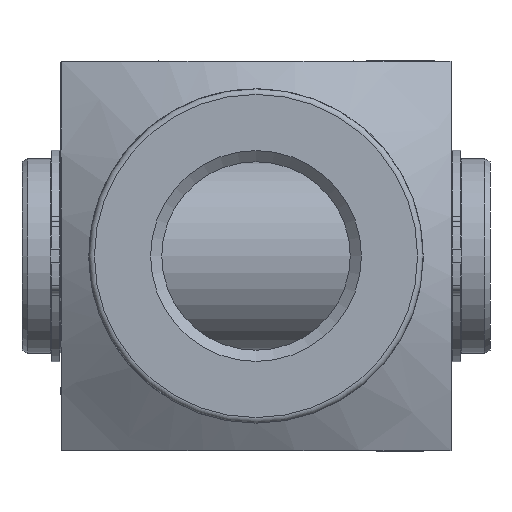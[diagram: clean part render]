
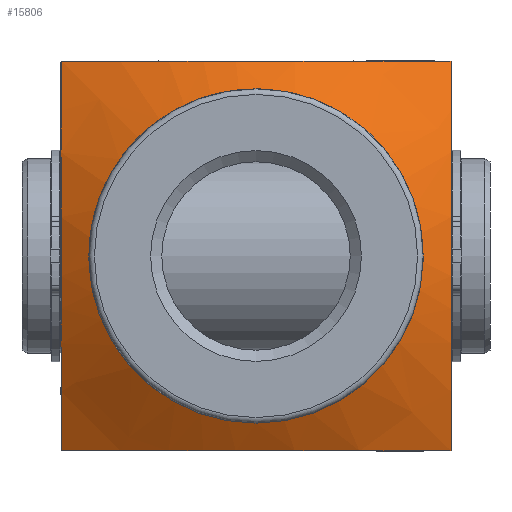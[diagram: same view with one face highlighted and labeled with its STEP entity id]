
A CAD part, front view. The second image highlights one B-rep face of the part: STEP entity #15806.
In plain terms, the highlighted conical face has half-angle 60 degrees and reference radius 69.75 mm.
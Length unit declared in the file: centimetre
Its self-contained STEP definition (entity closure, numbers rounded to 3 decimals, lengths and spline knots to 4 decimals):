
#18=CONICAL_SURFACE($,#16093,6.975,1.047);
#106=CIRCLE($,#16094,3.);
#109=(
BOUNDED_CURVE()
B_SPLINE_CURVE(2,(#23807,#23808,#23809),.UNSPECIFIED.,.F.,.F.)
B_SPLINE_CURVE_WITH_KNOTS((3,3),(16.5889,45.9515),
 .UNSPECIFIED.)
CURVE()
GEOMETRIC_REPRESENTATION_ITEM()
RATIONAL_B_SPLINE_CURVE((3.738,5.286,3.738))
REPRESENTATION_ITEM($)
);
#114=(
BOUNDED_CURVE()
B_SPLINE_CURVE(2,(#33304,#33305,#33306),.UNSPECIFIED.,.F.,.F.)
B_SPLINE_CURVE_WITH_KNOTS((3,3),(15.6081,43.5943),
 .UNSPECIFIED.)
CURVE()
GEOMETRIC_REPRESENTATION_ITEM()
RATIONAL_B_SPLINE_CURVE((3.567,5.045,3.567))
REPRESENTATION_ITEM($)
);
#119=(
BOUNDED_CURVE()
B_SPLINE_CURVE(2,(#33334,#33335,#33336),.UNSPECIFIED.,.F.,.F.)
B_SPLINE_CURVE_WITH_KNOTS((3,3),(16.5889,45.9515),
 .UNSPECIFIED.)
CURVE()
GEOMETRIC_REPRESENTATION_ITEM()
RATIONAL_B_SPLINE_CURVE((3.738,5.286,3.738))
REPRESENTATION_ITEM($)
);
#120=(
BOUNDED_CURVE()
B_SPLINE_CURVE(2,(#33344,#33345,#33346),.UNSPECIFIED.,.F.,.F.)
B_SPLINE_CURVE_WITH_KNOTS((3,3),(15.6081,43.5943),
 .UNSPECIFIED.)
CURVE()
GEOMETRIC_REPRESENTATION_ITEM()
RATIONAL_B_SPLINE_CURVE((3.567,5.045,3.567))
REPRESENTATION_ITEM($)
);
#176=FACE_BOUND($,#2152,.T.);
#1231=FACE_OUTER_BOUND($,#2151,.T.);
#2151=EDGE_LOOP($,(#14284,#14285,#14286,#14287));
#2152=EDGE_LOOP($,(#14288));
#6402=VERTEX_POINT($,#23805);
#6403=VERTEX_POINT($,#23806);
#7075=VERTEX_POINT($,#33303);
#7080=VERTEX_POINT($,#33332);
#7083=VERTEX_POINT($,#33347);
#8181=EDGE_CURVE($,#6402,#6403,#109,.T.);
#9461=EDGE_CURVE($,#7075,#6402,#114,.F.);
#9472=EDGE_CURVE($,#7080,#7075,#119,.F.);
#9475=EDGE_CURVE($,#6403,#7080,#120,.T.);
#9476=EDGE_CURVE($,#7083,#7083,#106,.T.);
#14284=ORIENTED_EDGE($,*,*,#9475,.F.);
#14285=ORIENTED_EDGE($,*,*,#8181,.F.);
#14286=ORIENTED_EDGE($,*,*,#9461,.F.);
#14287=ORIENTED_EDGE($,*,*,#9472,.F.);
#14288=ORIENTED_EDGE($,*,*,#9476,.F.);
#15806=ADVANCED_FACE($,(#1231,#176),#18,.T.);
#16093=AXIS2_PLACEMENT_3D($,#33343,#17689,#17690);
#16094=AXIS2_PLACEMENT_3D($,#33348,#17691,#17692);
#17689=DIRECTION('center_axis',(0.,1.,0.));
#17690=DIRECTION('ref_axis',(0.,0.,1.));
#17691=DIRECTION('center_axis',(0.,-1.,0.));
#17692=DIRECTION('ref_axis',(0.,0.,-1.));
#23805=CARTESIAN_POINT('',(1.9025,7.1257,0.15));
#23806=CARTESIAN_POINT('',(1.9025,7.1257,7.15));
#23807=CARTESIAN_POINT('Ctrl Pts',(1.9025,7.1257,0.15));
#23808=CARTESIAN_POINT('Ctrl Pts',(1.9025,5.6968,3.65));
#23809=CARTESIAN_POINT('Ctrl Pts',(1.9025,7.1257,7.15));
#33303=CARTESIAN_POINT('',(8.9025,7.1257,0.15));
#33304=CARTESIAN_POINT('Ctrl Pts',(1.9025,7.1257,0.15));
#33305=CARTESIAN_POINT('Ctrl Pts',(5.4025,5.6968,0.15));
#33306=CARTESIAN_POINT('Ctrl Pts',(8.9025,7.1257,0.15));
#33332=CARTESIAN_POINT('',(8.9025,7.1257,7.15));
#33334=CARTESIAN_POINT('Ctrl Pts',(8.9025,7.1257,0.15));
#33335=CARTESIAN_POINT('Ctrl Pts',(8.9025,5.6968,3.65));
#33336=CARTESIAN_POINT('Ctrl Pts',(8.9025,7.1257,7.15));
#33343=CARTESIAN_POINT('Origin',(5.4025,8.295,3.65));
#33344=CARTESIAN_POINT('Ctrl Pts',(1.9025,7.1257,7.15));
#33345=CARTESIAN_POINT('Ctrl Pts',(5.4025,5.6968,7.15));
#33346=CARTESIAN_POINT('Ctrl Pts',(8.9025,7.1257,7.15));
#33347=CARTESIAN_POINT('',(5.4025,6.,0.65));
#33348=CARTESIAN_POINT('Origin',(5.4025,6.,3.65));
